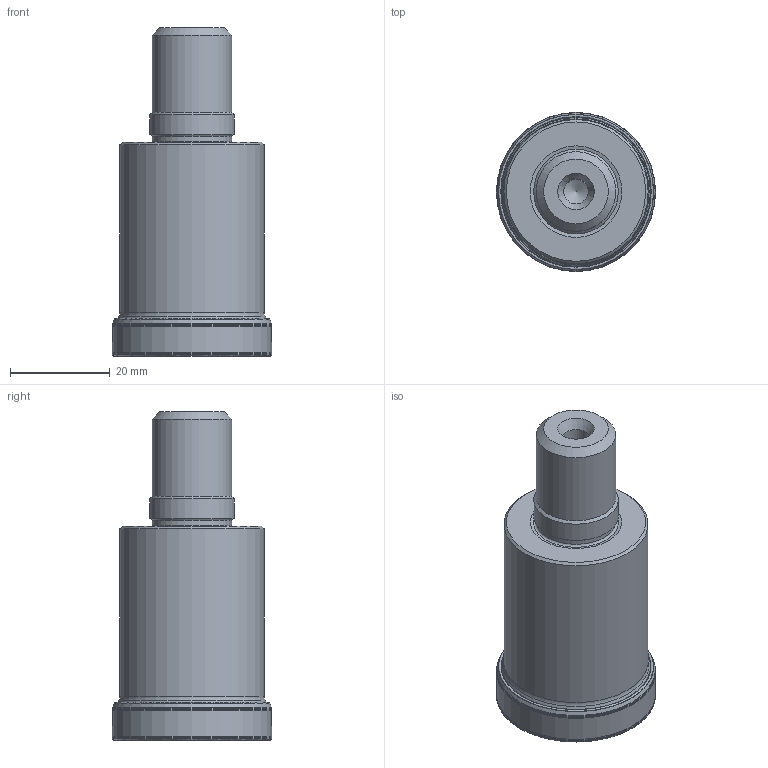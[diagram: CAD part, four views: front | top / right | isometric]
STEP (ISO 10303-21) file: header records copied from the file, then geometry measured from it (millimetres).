
FILE_DESCRIPTION(/* description */ (''),/* implementation_level */ '2;1');
FILE_NAME(/* name */ '32A5R043M16_STN10_C_115009654ndi000_00_SIM.stp',/* time_stamp */ '2020-02-28T09:50:45+01:00',/* author */ (''),/* organization */ (''),/* preprocessor_version */ 'ST-DEVELOPER v16.7',/* originating_system */ 'SIEMENS PLM Software NX 12.0',/* authorisation */ '');
FILE_SCHEMA (('AUTOMOTIVE_DESIGN { 1 0 10303 214 3 1 1 1 }'));
Length unit declared in the file: millimetre
Products named in the file (1): lf193BA05D64d5gn
Bounding box: 31.98 x 31.98 x 66 mm (x, y, z)
Volume: 34814 mm3; surface area: 9036.5 mm2
Topology: 2 solids, 2 shells, 65 faces, 134 edges, 71 vertices
Faces by surface type: revolution 39, cone 12, cylinder 6, torus 6, plane 2
Full cylindrical faces by diameter (mm): 5 x1, 16 x2, 17 x1, 29 x1, 30.4 x1
Entity records: 1611 total; most frequent: CARTESIAN_POINT 462, DIRECTION 221, FACE_BOUND 130, EDGE_LOOP 128, ORIENTED_EDGE 128, AXIS2_PLACEMENT_3D 91, VERTEX_POINT 66, ADVANCED_FACE 65
